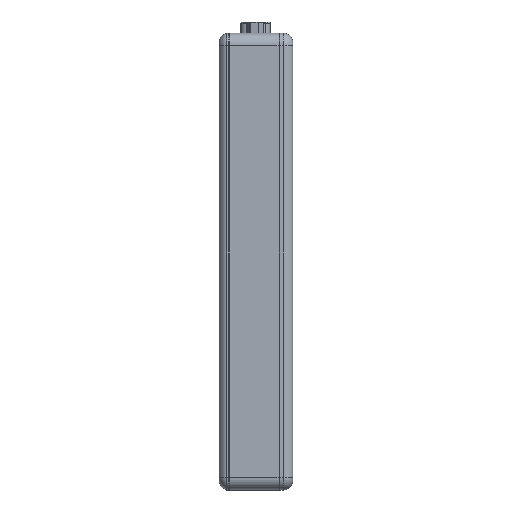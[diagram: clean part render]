
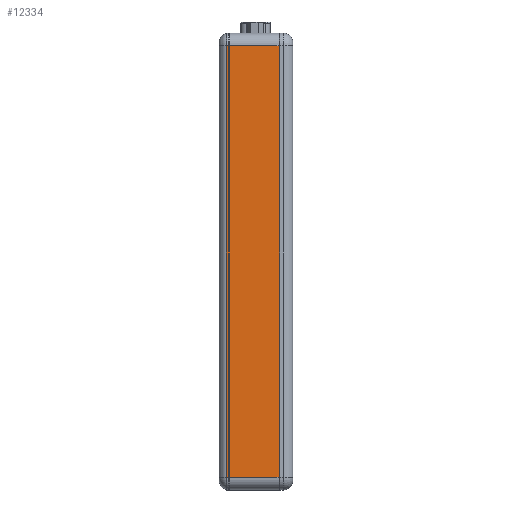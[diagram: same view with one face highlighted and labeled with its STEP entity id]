
A CAD part, left-side view. The second image highlights one B-rep face of the part: STEP entity #12334.
In plain terms, the highlighted face is planar.
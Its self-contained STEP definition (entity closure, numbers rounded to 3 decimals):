
#1327 = LINE ( 'NONE', #114055, #62459 ) ;
#7153 = VERTEX_POINT ( 'NONE', #41438 ) ;
#9327 = CARTESIAN_POINT ( 'NONE',  ( 1.1, 85., -141. ) ) ;
#12334 = ADVANCED_FACE ( 'NONE', ( #122006 ), #85510, .F. ) ;
#13787 = VERTEX_POINT ( 'NONE', #9327 ) ;
#16155 = EDGE_CURVE ( 'NONE', #7153, #22760, #109724, .T. ) ;
#16956 = DIRECTION ( 'NONE',  ( -1., 0., 0. ) ) ;
#20493 = DIRECTION ( 'NONE',  ( 0., 0., -1. ) ) ;
#22760 = VERTEX_POINT ( 'NONE', #51885 ) ;
#27624 = VECTOR ( 'NONE', #59532, 1000. ) ;
#28537 = AXIS2_PLACEMENT_3D ( 'NONE', #54942, #86409, #95884 ) ;
#29147 = ORIENTED_EDGE ( 'NONE', *, *, #90032, .T. ) ;
#29920 = CARTESIAN_POINT ( 'NONE',  ( 17.8, 85., -4. ) ) ;
#35300 = LINE ( 'NONE', #99279, #127017 ) ;
#36461 = EDGE_CURVE ( 'NONE', #7153, #45480, #1327, .T. ) ;
#37349 = ORIENTED_EDGE ( 'NONE', *, *, #36461, .T. ) ;
#41438 = CARTESIAN_POINT ( 'NONE',  ( 17.7, 85., -4. ) ) ;
#45089 = DIRECTION ( 'NONE',  ( 0., 0., 1. ) ) ;
#45480 = VERTEX_POINT ( 'NONE', #68826 ) ;
#51885 = CARTESIAN_POINT ( 'NONE',  ( 1.1, 85., -4. ) ) ;
#54942 = CARTESIAN_POINT ( 'NONE',  ( 17.8, 85., -4. ) ) ;
#59532 = DIRECTION ( 'NONE',  ( -1., 0., 0. ) ) ;
#62459 = VECTOR ( 'NONE', #20493, 1000. ) ;
#63873 = ORIENTED_EDGE ( 'NONE', *, *, #99965, .T. ) ;
#68826 = CARTESIAN_POINT ( 'NONE',  ( 17.7, 85., -141. ) ) ;
#69001 = ORIENTED_EDGE ( 'NONE', *, *, #16155, .F. ) ;
#72000 = EDGE_LOOP ( 'NONE', ( #69001, #37349, #29147, #63873 ) ) ;
#82627 = LINE ( 'NONE', #86852, #98787 ) ;
#85510 = PLANE ( 'NONE',  #28537 ) ;
#86409 = DIRECTION ( 'NONE',  ( 0., -1., 0. ) ) ;
#86852 = CARTESIAN_POINT ( 'NONE',  ( 1.1, 85., -4. ) ) ;
#90032 = EDGE_CURVE ( 'NONE', #45480, #13787, #35300, .T. ) ;
#95884 = DIRECTION ( 'NONE',  ( 0., 0., -1. ) ) ;
#98787 = VECTOR ( 'NONE', #45089, 1000. ) ;
#99279 = CARTESIAN_POINT ( 'NONE',  ( 17.8, 85., -141. ) ) ;
#99965 = EDGE_CURVE ( 'NONE', #13787, #22760, #82627, .T. ) ;
#109724 = LINE ( 'NONE', #29920, #27624 ) ;
#114055 = CARTESIAN_POINT ( 'NONE',  ( 17.7, 85., -4. ) ) ;
#122006 = FACE_OUTER_BOUND ( 'NONE', #72000, .T. ) ;
#127017 = VECTOR ( 'NONE', #16956, 1000. ) ;
